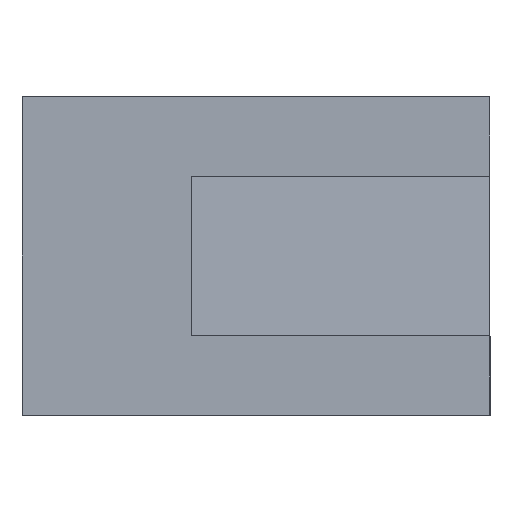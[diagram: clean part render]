
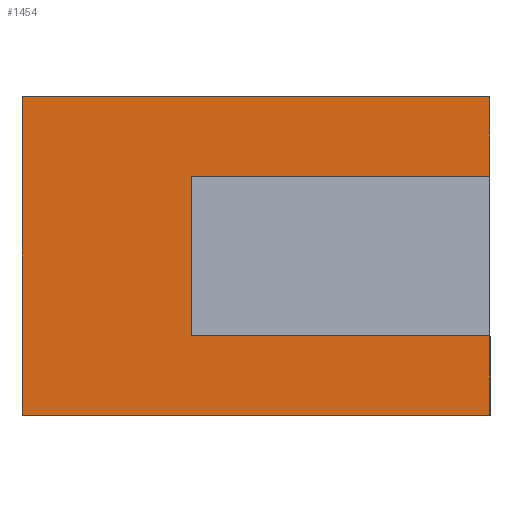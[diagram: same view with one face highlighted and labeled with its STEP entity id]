
A CAD part, front view. The second image highlights one B-rep face of the part: STEP entity #1454.
In plain terms, the highlighted planar face has unit normal (0, -1, 0).
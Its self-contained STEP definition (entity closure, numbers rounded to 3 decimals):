
#184=FACE_OUTER_BOUND('',#269,.T.);
#269=EDGE_LOOP('',(#1238,#1239,#1240,#1241,#1242,#1243,#1244,#1245));
#365=LINE('',#2410,#512);
#391=LINE('',#2484,#538);
#392=LINE('',#2487,#539);
#396=LINE('',#2494,#543);
#397=LINE('',#2497,#544);
#399=LINE('',#2499,#546);
#403=LINE('',#2508,#550);
#405=LINE('',#2511,#552);
#512=VECTOR('',#1731,10.);
#538=VECTOR('',#1803,10.);
#539=VECTOR('',#1806,10.);
#543=VECTOR('',#1812,10.);
#544=VECTOR('',#1815,10.);
#546=VECTOR('',#1817,10.);
#550=VECTOR('',#1827,10.);
#552=VECTOR('',#1831,10.);
#664=VERTEX_POINT('',#2407);
#665=VERTEX_POINT('',#2409);
#689=VERTEX_POINT('',#2480);
#690=VERTEX_POINT('',#2482);
#691=VERTEX_POINT('',#2486);
#693=VERTEX_POINT('',#2492);
#694=VERTEX_POINT('',#2496);
#696=VERTEX_POINT('',#2507);
#837=EDGE_CURVE('',#664,#665,#365,.T.);
#873=EDGE_CURVE('',#689,#690,#391,.T.);
#874=EDGE_CURVE('',#690,#691,#392,.T.);
#878=EDGE_CURVE('',#691,#693,#396,.T.);
#879=EDGE_CURVE('',#689,#694,#397,.T.);
#881=EDGE_CURVE('',#665,#693,#399,.T.);
#885=EDGE_CURVE('',#694,#696,#403,.T.);
#887=EDGE_CURVE('',#696,#664,#405,.T.);
#1238=ORIENTED_EDGE('',*,*,#878,.T.);
#1239=ORIENTED_EDGE('',*,*,#881,.F.);
#1240=ORIENTED_EDGE('',*,*,#837,.F.);
#1241=ORIENTED_EDGE('',*,*,#887,.F.);
#1242=ORIENTED_EDGE('',*,*,#885,.F.);
#1243=ORIENTED_EDGE('',*,*,#879,.F.);
#1244=ORIENTED_EDGE('',*,*,#873,.T.);
#1245=ORIENTED_EDGE('',*,*,#874,.T.);
#1381=PLANE('',#1580);
#1454=ADVANCED_FACE('',(#184),#1381,.T.);
#1580=AXIS2_PLACEMENT_3D('',#2510,#1829,#1830);
#1731=DIRECTION('',(1.,0.,0.));
#1803=DIRECTION('',(-1.,0.,0.));
#1806=DIRECTION('',(0.,0.,1.));
#1812=DIRECTION('',(1.,0.,0.));
#1815=DIRECTION('',(0.,0.,-1.));
#1817=DIRECTION('',(0.,0.,-1.));
#1827=DIRECTION('',(-1.,0.,0.));
#1829=DIRECTION('center_axis',(0.,-1.,0.));
#1830=DIRECTION('ref_axis',(1.,0.,0.));
#1831=DIRECTION('',(0.,0.,1.));
#2407=CARTESIAN_POINT('',(-11.75,-8.25,8.));
#2409=CARTESIAN_POINT('',(11.75,-8.25,8.));
#2410=CARTESIAN_POINT('',(-11.75,-8.25,8.));
#2480=CARTESIAN_POINT('',(11.75,-8.25,-4.));
#2482=CARTESIAN_POINT('',(-3.25,-8.25,-4.));
#2484=CARTESIAN_POINT('',(-3.75,-8.25,-4.));
#2486=CARTESIAN_POINT('',(-3.25,-8.25,4.));
#2487=CARTESIAN_POINT('',(-3.25,-8.25,0.));
#2492=CARTESIAN_POINT('',(11.75,-8.25,4.));
#2494=CARTESIAN_POINT('',(-3.75,-8.25,4.));
#2496=CARTESIAN_POINT('',(11.75,-8.25,-8.));
#2497=CARTESIAN_POINT('',(11.75,-8.25,0.));
#2499=CARTESIAN_POINT('',(11.75,-8.25,0.));
#2507=CARTESIAN_POINT('',(-11.75,-8.25,-8.));
#2508=CARTESIAN_POINT('',(-11.75,-8.25,-8.));
#2510=CARTESIAN_POINT('Origin',(-11.75,-8.25,0.));
#2511=CARTESIAN_POINT('',(-11.75,-8.25,0.));
